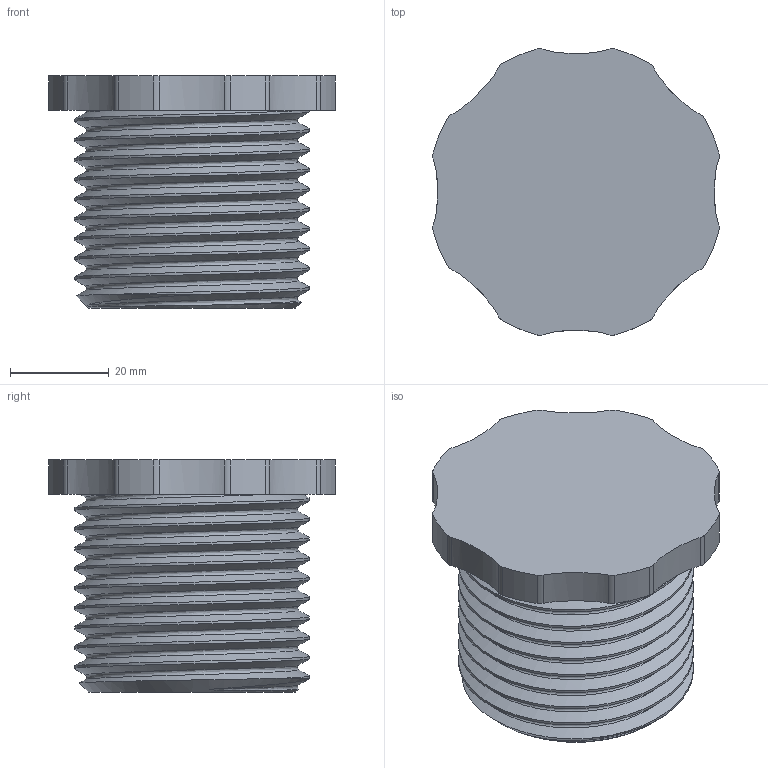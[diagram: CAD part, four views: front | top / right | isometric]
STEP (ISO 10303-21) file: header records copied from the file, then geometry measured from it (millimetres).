
FILE_DESCRIPTION(('FreeCAD Model'),'2;1');
FILE_NAME('Open CASCADE Shape Model','2025-03-05T12:15:29',(''),(''), 'Open CASCADE STEP processor 7.8','FreeCAD','Unknown');
FILE_SCHEMA(('AUTOMOTIVE_DESIGN { 1 0 10303 214 1 1 1 1 }'));
Length unit declared in the file: millimetre
Products named in the file (1): Cut
Bounding box: 58.03 x 58.03 x 47 mm (x, y, z)
Volume: 82357.9 mm3; surface area: 15880.2 mm2
Topology: 1 solids, 1 shells, 70 faces, 197 edges, 130 vertices
Faces by surface type: bspline 49, cylinder 9, extrusion 8, plane 3, cone 1
Entity records: 13399 total; most frequent: CARTESIAN_POINT 10271, ORIENTED_EDGE 394, PCURVE 394, DEFINITIONAL_REPRESENTATION 394, DIRECTION 328, B_SPLINE_CURVE_WITH_KNOTS 327, EDGE_CURVE 197, SURFACE_CURVE 196
